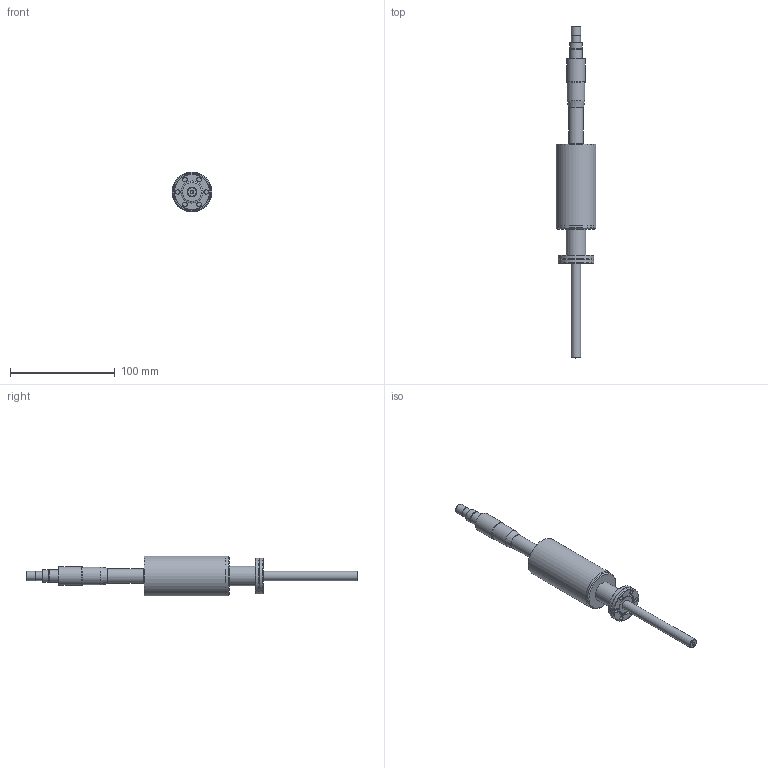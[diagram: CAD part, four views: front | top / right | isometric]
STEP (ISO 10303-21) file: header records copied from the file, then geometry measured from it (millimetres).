
FILE_DESCRIPTION( ( 'Unknown' ), '1' );
FILE_NAME( 'ZLDM925.stp', 'Unknown', ( 'Unknown' ), ( 'Unknown' ), 'XStep 1.0', 'Unknown', ' ' );
FILE_SCHEMA( ( 'automotive_design' ) );
Length unit declared in the file: millimetre
Products named in the file (1): 1
Bounding box: 38 x 316.2 x 38 mm (x, y, z)
Volume: 129204.7 mm3; surface area: 24000 mm2
Topology: 1 solids, 1 shells, 51 faces, 113 edges, 76 vertices
Faces by surface type: cylinder 24, plane 14, cone 11, torus 2
Full cylindrical faces by diameter (mm): 3.242 x2, 4.3 x6, 8.65 x1, 9 x1, 9.1 x1, 12 x3, 14 x1, 17 x1, 17.8 x1, 18 x1, 19 x1, 21.207 x1, 34 x2, 37.9 x1, 38 x1
Entity records: 1526 total; most frequent: DIRECTION 216, CARTESIAN_POINT 165, EDGE_LOOP 112, ORIENTED_EDGE 112, AXIS2_PLACEMENT_3D 108, FACE_OUTER_BOUND 77, VERTEX_POINT 57, EDGE_CURVE 56
